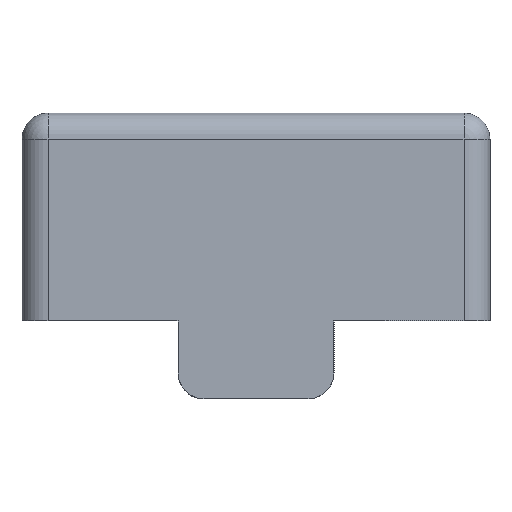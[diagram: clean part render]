
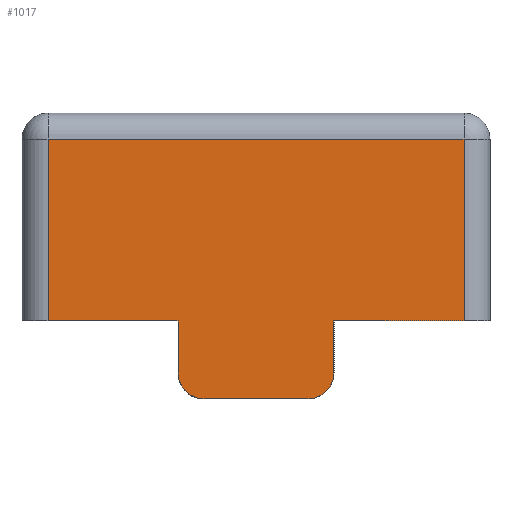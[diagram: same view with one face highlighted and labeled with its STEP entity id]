
A CAD part, front view. The second image highlights one B-rep face of the part: STEP entity #1017.
In plain terms, the highlighted planar face has unit normal (0, -1, 0).
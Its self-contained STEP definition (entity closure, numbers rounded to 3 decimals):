
#12 = VERTEX_POINT ( 'NONE', #526 ) ;
#70 = LINE ( 'NONE', #924, #592 ) ;
#80 = EDGE_CURVE ( 'NONE', #1211, #739, #979, .T. ) ;
#88 = LINE ( 'NONE', #445, #1471 ) ;
#114 = DIRECTION ( 'NONE',  ( 0., 0., 1. ) ) ;
#142 = VERTEX_POINT ( 'NONE', #918 ) ;
#182 = CARTESIAN_POINT ( 'NONE',  ( -2., -10., -3. ) ) ;
#187 = DIRECTION ( 'NONE',  ( -1., 0., 0. ) ) ;
#198 = LINE ( 'NONE', #1619, #1322 ) ;
#202 = PLANE ( 'NONE',  #1628 ) ;
#204 = EDGE_CURVE ( 'NONE', #142, #12, #70, .T. ) ;
#322 = CARTESIAN_POINT ( 'NONE',  ( -8., -10., 7. ) ) ;
#349 = LINE ( 'NONE', #1380, #1682 ) ;
#351 = DIRECTION ( 'NONE',  ( 0., -1., 0. ) ) ;
#360 = VECTOR ( 'NONE', #114, 1000. ) ;
#373 = ORIENTED_EDGE ( 'NONE', *, *, #1163, .T. ) ;
#415 = DIRECTION ( 'NONE',  ( 0., 0., 1. ) ) ;
#427 = LINE ( 'NONE', #1034, #1400 ) ;
#433 = EDGE_CURVE ( 'NONE', #664, #142, #198, .T. ) ;
#445 = CARTESIAN_POINT ( 'NONE',  ( 9., -10., 0. ) ) ;
#479 = CARTESIAN_POINT ( 'NONE',  ( 8., -10., 7. ) ) ;
#526 = CARTESIAN_POINT ( 'NONE',  ( 8., -10., 0. ) ) ;
#548 = VECTOR ( 'NONE', #585, 1000. ) ;
#575 = ORIENTED_EDGE ( 'NONE', *, *, #204, .T. ) ;
#585 = DIRECTION ( 'NONE',  ( -1., 0., 0. ) ) ;
#590 = ORIENTED_EDGE ( 'NONE', *, *, #1084, .T. ) ;
#592 = VECTOR ( 'NONE', #1466, 1000. ) ;
#593 = DIRECTION ( 'NONE',  ( 1., 0., 0. ) ) ;
#599 = CARTESIAN_POINT ( 'NONE',  ( -3., -10., 0. ) ) ;
#617 = EDGE_CURVE ( 'NONE', #1137, #1035, #1196, .T. ) ;
#619 = VECTOR ( 'NONE', #777, 1000. ) ;
#639 = CARTESIAN_POINT ( 'NONE',  ( -2., -10., -2. ) ) ;
#664 = VERTEX_POINT ( 'NONE', #822 ) ;
#672 = EDGE_LOOP ( 'NONE', ( #1475, #590, #763, #870, #1245, #575, #875, #1433, #373, #1349 ) ) ;
#694 = EDGE_CURVE ( 'NONE', #723, #739, #88, .T. ) ;
#709 = CARTESIAN_POINT ( 'NONE',  ( 2., -10., -2. ) ) ;
#714 = DIRECTION ( 'NONE',  ( 0., 0., 1. ) ) ;
#723 = VERTEX_POINT ( 'NONE', #1383 ) ;
#739 = VERTEX_POINT ( 'NONE', #599 ) ;
#763 = ORIENTED_EDGE ( 'NONE', *, *, #617, .F. ) ;
#771 = FACE_OUTER_BOUND ( 'NONE', #672, .T. ) ;
#777 = DIRECTION ( 'NONE',  ( -1., 0., 0. ) ) ;
#805 = VERTEX_POINT ( 'NONE', #479 ) ;
#822 = CARTESIAN_POINT ( 'NONE',  ( 3., -10., -2. ) ) ;
#840 = DIRECTION ( 'NONE',  ( 0., -1., 0. ) ) ;
#870 = ORIENTED_EDGE ( 'NONE', *, *, #1018, .T. ) ;
#875 = ORIENTED_EDGE ( 'NONE', *, *, #1007, .T. ) ;
#918 = CARTESIAN_POINT ( 'NONE',  ( 3., -10., 0. ) ) ;
#924 = CARTESIAN_POINT ( 'NONE',  ( 9., -10., 0. ) ) ;
#926 = CARTESIAN_POINT ( 'NONE',  ( -3., -10., -2. ) ) ;
#977 = DIRECTION ( 'NONE',  ( -1., 0., 0. ) ) ;
#979 = LINE ( 'NONE', #1180, #360 ) ;
#986 = AXIS2_PLACEMENT_3D ( 'NONE', #639, #351, #1184 ) ;
#1007 = EDGE_CURVE ( 'NONE', #12, #805, #349, .T. ) ;
#1017 = ADVANCED_FACE ( 'NONE', ( #771 ), #202, .F. ) ;
#1018 = EDGE_CURVE ( 'NONE', #1137, #664, #1608, .T. ) ;
#1033 = VERTEX_POINT ( 'NONE', #322 ) ;
#1034 = CARTESIAN_POINT ( 'NONE',  ( -8., -10., 8. ) ) ;
#1035 = VERTEX_POINT ( 'NONE', #182 ) ;
#1084 = EDGE_CURVE ( 'NONE', #1211, #1035, #1720, .T. ) ;
#1137 = VERTEX_POINT ( 'NONE', #1558 ) ;
#1154 = DIRECTION ( 'NONE',  ( 0., 0., -1. ) ) ;
#1163 = EDGE_CURVE ( 'NONE', #1033, #723, #427, .T. ) ;
#1180 = CARTESIAN_POINT ( 'NONE',  ( -3., -10., -3. ) ) ;
#1184 = DIRECTION ( 'NONE',  ( -1., 0., 0. ) ) ;
#1196 = LINE ( 'NONE', #1397, #548 ) ;
#1211 = VERTEX_POINT ( 'NONE', #926 ) ;
#1245 = ORIENTED_EDGE ( 'NONE', *, *, #433, .T. ) ;
#1275 = CARTESIAN_POINT ( 'NONE',  ( 9., -10., 8. ) ) ;
#1322 = VECTOR ( 'NONE', #415, 1000. ) ;
#1349 = ORIENTED_EDGE ( 'NONE', *, *, #694, .T. ) ;
#1380 = CARTESIAN_POINT ( 'NONE',  ( 8., -10., 8. ) ) ;
#1383 = CARTESIAN_POINT ( 'NONE',  ( -8., -10., 0. ) ) ;
#1397 = CARTESIAN_POINT ( 'NONE',  ( 3., -10., -3. ) ) ;
#1400 = VECTOR ( 'NONE', #1154, 1000. ) ;
#1433 = ORIENTED_EDGE ( 'NONE', *, *, #1737, .T. ) ;
#1466 = DIRECTION ( 'NONE',  ( 1., 0., 0. ) ) ;
#1471 = VECTOR ( 'NONE', #593, 1000. ) ;
#1475 = ORIENTED_EDGE ( 'NONE', *, *, #80, .F. ) ;
#1530 = AXIS2_PLACEMENT_3D ( 'NONE', #709, #840, #187 ) ;
#1547 = CARTESIAN_POINT ( 'NONE',  ( -9., -10., 7. ) ) ;
#1558 = CARTESIAN_POINT ( 'NONE',  ( 2., -10., -3. ) ) ;
#1608 = CIRCLE ( 'NONE', #1530, 1. ) ;
#1619 = CARTESIAN_POINT ( 'NONE',  ( 3., -10., -3. ) ) ;
#1628 = AXIS2_PLACEMENT_3D ( 'NONE', #1275, #1674, #977 ) ;
#1674 = DIRECTION ( 'NONE',  ( 0., 1., 0. ) ) ;
#1682 = VECTOR ( 'NONE', #714, 1000. ) ;
#1706 = LINE ( 'NONE', #1547, #619 ) ;
#1720 = CIRCLE ( 'NONE', #986, 1. ) ;
#1737 = EDGE_CURVE ( 'NONE', #805, #1033, #1706, .T. ) ;
